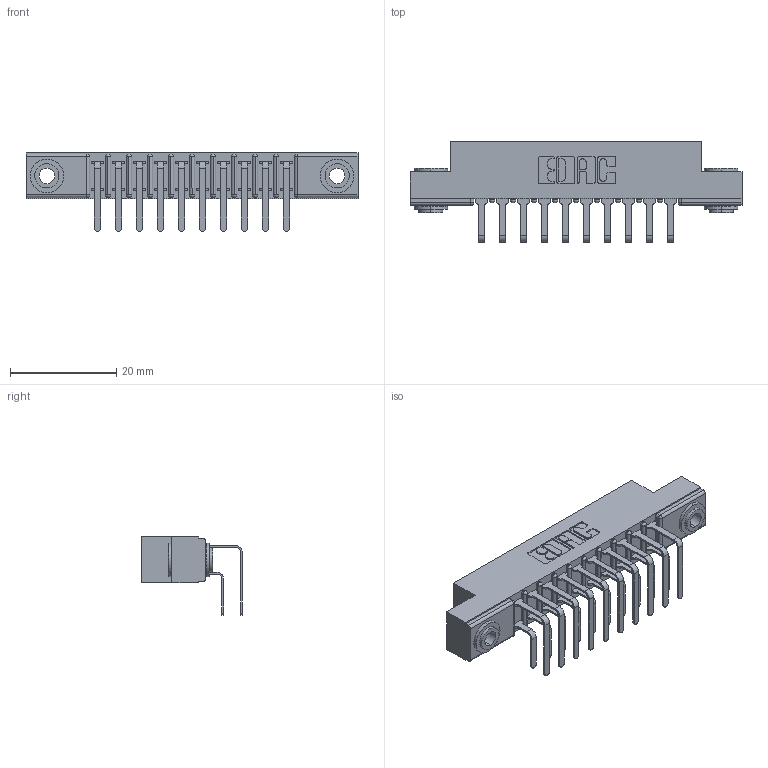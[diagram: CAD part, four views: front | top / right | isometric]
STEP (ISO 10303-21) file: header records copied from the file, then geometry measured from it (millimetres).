
FILE_DESCRIPTION (( 'STEP AP203' ), '1' );
FILE_NAME ('357-010-458-103.STEP', '2020-09-30T07:25:05', ( '' ), ( '' ), 'SwSTEP 2.0', 'SolidWorks 2020', '' );
FILE_SCHEMA (( 'CONFIG_CONTROL_DESIGN' ));
Length unit declared in the file: inch
Products named in the file (5): 307 Part_.156 Dia Mounting Holes; 307-290-001_558 559 - 1 (Single); 357-010-458-103; 345-250-002_345-250-002-102; 307-290-001_558 - 2 (Single)
Assembly tree (23 placements, depth 2):
  357-010-458-103
    307 Part_.156 Dia Mounting Holes
    307-290-001_558 559 - 1 (Single)  x10
    307-290-001_558 - 2 (Single)  x10
    345-250-002_345-250-002-102  x2
Bounding box: 62.64 x 18.96 x 14.81 mm (x, y, z)
Volume: 4188.4 mm3; surface area: 7518.4 mm2
Topology: 23 solids, 23 shells, 1181 faces, 3275 edges, 2122 vertices
Faces by surface type: plane 754, cylinder 397, sphere 22, cone 8
Entity records: 15350 total; most frequent: CARTESIAN_POINT 2505, DIRECTION 2481, ORIENTED_EDGE 2470, EDGE_CURVE 1235, LINE 925, VECTOR 925, VERTEX_POINT 802, AXIS2_PLACEMENT_3D 778
